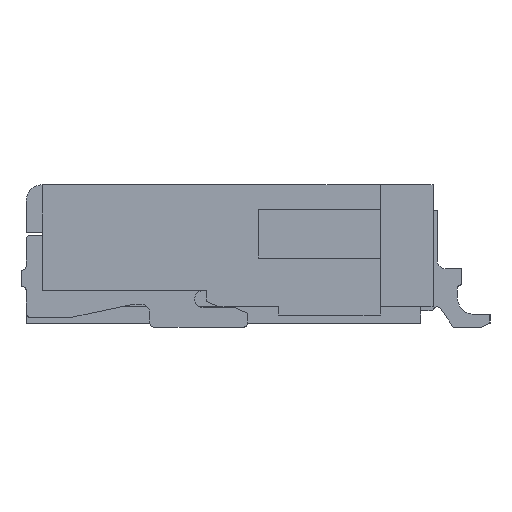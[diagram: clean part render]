
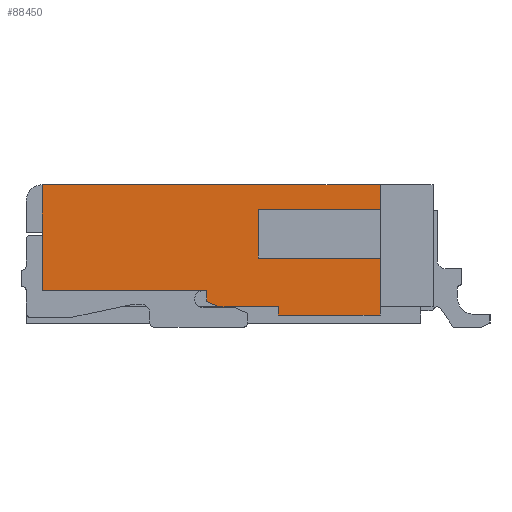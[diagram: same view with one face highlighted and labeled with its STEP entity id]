
A CAD part, left-side view. The second image highlights one B-rep face of the part: STEP entity #88450.
In plain terms, the highlighted planar face has unit normal (-1, 0, 0).
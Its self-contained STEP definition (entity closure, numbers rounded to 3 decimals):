
#32400=CARTESIAN_POINT('',(27.775,58.87,-1.17));
#32410=VERTEX_POINT('',#32400);
#32440=CARTESIAN_POINT('',(27.775,58.87,-1.17));
#32450=DIRECTION('',(0.,0.,-1.));
#32460=VECTOR('',#32450,1.);
#32470=LINE('',#32440,#32460);
#32480=CARTESIAN_POINT('',(27.775,58.87,-5.32));
#32490=VERTEX_POINT('',#32480);
#32500=EDGE_CURVE('',#32410,#32490,#32470,.T.);
#33630=CARTESIAN_POINT('',(27.775,57.37,-3.15));
#33640=VERTEX_POINT('',#33630);
#33670=CARTESIAN_POINT('',(27.775,57.37,-2.42));
#33680=DIRECTION('',(0.,0.,-1.));
#33690=VECTOR('',#33680,1.);
#33700=LINE('',#33670,#33690);
#33710=CARTESIAN_POINT('',(27.775,57.37,-2.42));
#33720=VERTEX_POINT('',#33710);
#33730=EDGE_CURVE('',#33720,#33640,#33700,.T.);
#35800=CARTESIAN_POINT('',(27.775,57.57,-5.32));
#35810=DIRECTION('',(0.,1.,0.));
#35820=VECTOR('',#35810,1.);
#35830=LINE('',#35800,#35820);
#35840=CARTESIAN_POINT('',(27.775,57.57,-5.32));
#35850=VERTEX_POINT('',#35840);
#35860=EDGE_CURVE('',#35850,#32490,#35830,.T.);
#87590=CARTESIAN_POINT('',(27.775,57.605,0.101));
#87600=DIRECTION('',(-1.,0.,0.));
#87610=DIRECTION('',(0.,0.,1.));
#87620=AXIS2_PLACEMENT_3D('',#87590,#87600,#87610);
#87630=PLANE('',#87620);
#87640=CARTESIAN_POINT('',(27.775,57.57,-3.3));
#87650=DIRECTION('',(0.,-1.,0.));
#87660=VECTOR('',#87650,1.);
#87670=LINE('',#87640,#87660);
#87680=CARTESIAN_POINT('',(27.775,57.57,-3.3));
#87690=VERTEX_POINT('',#87680);
#87700=CARTESIAN_POINT('',(27.775,57.44,-3.3));
#87710=VERTEX_POINT('',#87700);
#87720=EDGE_CURVE('',#87690,#87710,#87670,.T.);
#87730=ORIENTED_EDGE('',*,*,#87720,.T.);
#87740=CARTESIAN_POINT('',(27.775,57.57,-5.32));
#87750=DIRECTION('',(0.,0.,1.));
#87760=VECTOR('',#87750,1.);
#87770=LINE('',#87740,#87760);
#87780=EDGE_CURVE('',#35850,#87690,#87770,.T.);
#87790=ORIENTED_EDGE('',*,*,#87780,.T.);
#87800=ORIENTED_EDGE('',*,*,#35860,.F.);
#87810=ORIENTED_EDGE('',*,*,#32500,.T.);
#87820=CARTESIAN_POINT('',(27.775,58.87,-1.17));
#87830=DIRECTION('',(0.,-1.,0.));
#87840=VECTOR('',#87830,1.);
#87850=LINE('',#87820,#87840);
#87860=CARTESIAN_POINT('',(27.775,58.57,-1.17));
#87870=VERTEX_POINT('',#87860);
#87880=EDGE_CURVE('',#32410,#87870,#87850,.T.);
#87890=ORIENTED_EDGE('',*,*,#87880,.F.);
#87900=CARTESIAN_POINT('',(27.775,58.57,-1.17));
#87910=DIRECTION('',(0.,0.,-1.));
#87920=VECTOR('',#87910,1.);
#87930=LINE('',#87900,#87920);
#87940=CARTESIAN_POINT('',(27.775,58.57,-2.67));
#87950=VERTEX_POINT('',#87940);
#87960=EDGE_CURVE('',#87870,#87950,#87930,.T.);
#87970=ORIENTED_EDGE('',*,*,#87960,.F.);
#87980=CARTESIAN_POINT('',(27.775,58.57,-2.67));
#87990=DIRECTION('',(0.,-1.,0.));
#88000=VECTOR('',#87990,1.);
#88010=LINE('',#87980,#88000);
#88020=CARTESIAN_POINT('',(27.775,57.97,-2.67));
#88030=VERTEX_POINT('',#88020);
#88040=EDGE_CURVE('',#87950,#88030,#88010,.T.);
#88050=ORIENTED_EDGE('',*,*,#88040,.F.);
#88060=CARTESIAN_POINT('',(27.775,57.97,-2.67));
#88070=DIRECTION('',(0.,0.,1.));
#88080=VECTOR('',#88070,1.);
#88090=LINE('',#88060,#88080);
#88100=CARTESIAN_POINT('',(27.775,57.97,-1.17));
#88110=VERTEX_POINT('',#88100);
#88120=EDGE_CURVE('',#88030,#88110,#88090,.T.);
#88130=ORIENTED_EDGE('',*,*,#88120,.F.);
#88140=CARTESIAN_POINT('',(27.775,57.97,-1.17));
#88150=DIRECTION('',(0.,-1.,0.));
#88160=VECTOR('',#88150,1.);
#88170=LINE('',#88140,#88160);
#88180=CARTESIAN_POINT('',(27.775,57.27,-1.17));
#88190=VERTEX_POINT('',#88180);
#88200=EDGE_CURVE('',#88110,#88190,#88170,.T.);
#88210=ORIENTED_EDGE('',*,*,#88200,.F.);
#88220=CARTESIAN_POINT('',(27.775,57.27,-2.42));
#88230=DIRECTION('',(0.,0.,1.));
#88240=VECTOR('',#88230,1.);
#88250=LINE('',#88220,#88240);
#88260=CARTESIAN_POINT('',(27.775,57.27,-2.42));
#88270=VERTEX_POINT('',#88260);
#88280=EDGE_CURVE('',#88270,#88190,#88250,.T.);
#88290=ORIENTED_EDGE('',*,*,#88280,.T.);
#88300=CARTESIAN_POINT('',(27.775,57.37,-2.42));
#88310=DIRECTION('',(0.,-1.,0.));
#88320=VECTOR('',#88310,1.);
#88330=LINE('',#88300,#88320);
#88340=EDGE_CURVE('',#33720,#88270,#88330,.T.);
#88350=ORIENTED_EDGE('',*,*,#88340,.T.);
#88360=ORIENTED_EDGE('',*,*,#33730,.F.);
#88370=CARTESIAN_POINT('',(27.775,57.44,-3.3));
#88380=DIRECTION('',(0.,-0.423,0.906));
#88390=VECTOR('',#88380,1.);
#88400=LINE('',#88370,#88390);
#88410=EDGE_CURVE('',#87710,#33640,#88400,.T.);
#88420=ORIENTED_EDGE('',*,*,#88410,.T.);
#88430=EDGE_LOOP('',(#88420,#88360,#88350,#88290,#88210,#88130,#88050,
#87970,#87890,#87810,#87800,#87790,#87730));
#88440=FACE_OUTER_BOUND('',#88430,.T.);
#88450=ADVANCED_FACE('',(#88440),#87630,.T.);
